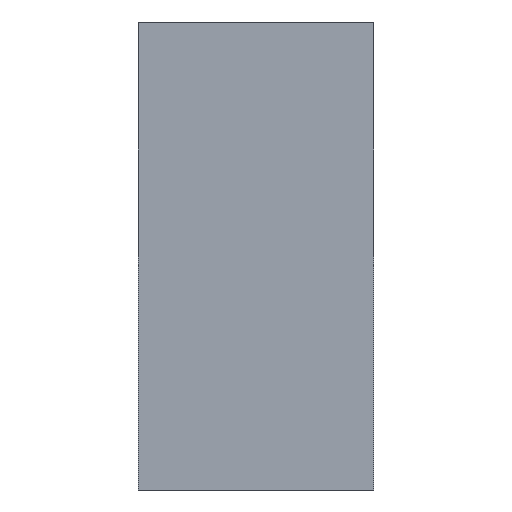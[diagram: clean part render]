
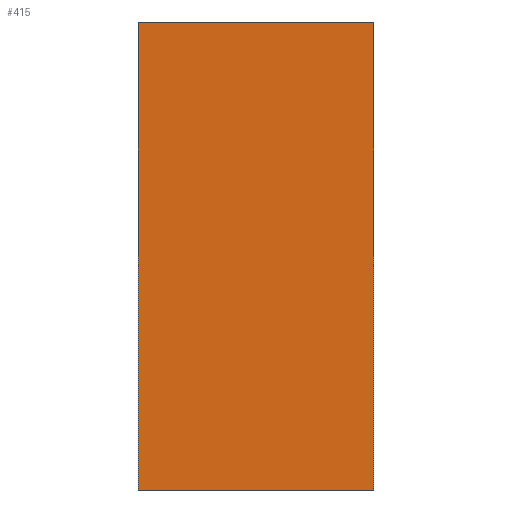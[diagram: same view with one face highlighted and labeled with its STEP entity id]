
A CAD part, left-side view. The second image highlights one B-rep face of the part: STEP entity #415.
In plain terms, the highlighted planar face has unit normal (-1, 0, 0).
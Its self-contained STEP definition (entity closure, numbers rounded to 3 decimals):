
#71 = CARTESIAN_POINT ( 'NONE',  ( -1.015, 0.64, 0.635 ) ) ;
#79 = LINE ( 'NONE', #71, #306 ) ;
#119 = VERTEX_POINT ( 'NONE', #389 ) ;
#126 = CARTESIAN_POINT ( 'NONE',  ( -1.015, 0.64, 0.635 ) ) ;
#130 = PLANE ( 'NONE',  #622 ) ;
#137 = DIRECTION ( 'NONE',  ( 0., -1., 0. ) ) ;
#210 = EDGE_CURVE ( 'NONE', #398, #119, #911, .T. ) ;
#213 = DIRECTION ( 'NONE',  ( 0., 0., -1. ) ) ;
#246 = VERTEX_POINT ( 'NONE', #721 ) ;
#253 = DIRECTION ( 'NONE',  ( 0., 0., -1. ) ) ;
#294 = DIRECTION ( 'NONE',  ( 0., -1., 0. ) ) ;
#306 = VECTOR ( 'NONE', #527, 1000. ) ;
#309 = ORIENTED_EDGE ( 'NONE', *, *, #338, .T. ) ;
#338 = EDGE_CURVE ( 'NONE', #468, #246, #79, .T. ) ;
#372 = EDGE_CURVE ( 'NONE', #246, #119, #813, .T. ) ;
#387 = FACE_OUTER_BOUND ( 'NONE', #945, .T. ) ;
#389 = CARTESIAN_POINT ( 'NONE',  ( -1.015, 0., -0.635 ) ) ;
#398 = VERTEX_POINT ( 'NONE', #511 ) ;
#415 = ADVANCED_FACE ( 'NONE', ( #387 ), #130, .F. ) ;
#465 = VECTOR ( 'NONE', #253, 1000. ) ;
#468 = VERTEX_POINT ( 'NONE', #126 ) ;
#471 = ORIENTED_EDGE ( 'NONE', *, *, #372, .T. ) ;
#511 = CARTESIAN_POINT ( 'NONE',  ( -1.015, 0., 0.635 ) ) ;
#520 = CARTESIAN_POINT ( 'NONE',  ( -1.015, 0., 0.635 ) ) ;
#527 = DIRECTION ( 'NONE',  ( 0., 0., -1. ) ) ;
#571 = ORIENTED_EDGE ( 'NONE', *, *, #751, .F. ) ;
#622 = AXIS2_PLACEMENT_3D ( 'NONE', #726, #938, #213 ) ;
#671 = LINE ( 'NONE', #520, #722 ) ;
#674 = VECTOR ( 'NONE', #137, 1000. ) ;
#721 = CARTESIAN_POINT ( 'NONE',  ( -1.015, 0.64, -0.635 ) ) ;
#722 = VECTOR ( 'NONE', #294, 1000. ) ;
#726 = CARTESIAN_POINT ( 'NONE',  ( -1.015, 0., 0.635 ) ) ;
#751 = EDGE_CURVE ( 'NONE', #468, #398, #671, .T. ) ;
#796 = CARTESIAN_POINT ( 'NONE',  ( -1.015, 0., 0.635 ) ) ;
#812 = CARTESIAN_POINT ( 'NONE',  ( -1.015, 0., -0.635 ) ) ;
#813 = LINE ( 'NONE', #812, #674 ) ;
#865 = ORIENTED_EDGE ( 'NONE', *, *, #210, .F. ) ;
#911 = LINE ( 'NONE', #796, #465 ) ;
#938 = DIRECTION ( 'NONE',  ( 1., 0., 0. ) ) ;
#945 = EDGE_LOOP ( 'NONE', ( #471, #865, #571, #309 ) ) ;
